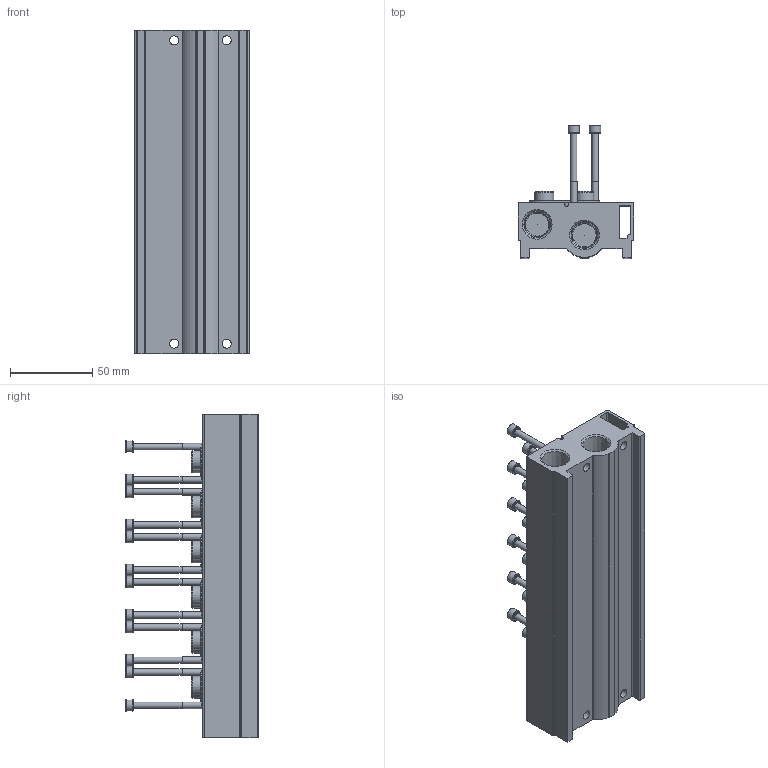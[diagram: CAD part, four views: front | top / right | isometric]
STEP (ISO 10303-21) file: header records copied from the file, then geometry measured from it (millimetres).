
FILE_DESCRIPTION(/* description */ ('STEP AP214'),/* implementation_level */ '2;1');
FILE_NAME(/* name */ '8026310_VABM-B10-25S-N38-6-P3',/* time_stamp */ '2024-09-15T22:35:25+02:00',/* author */ ('License CC BY-ND 4.0'),/* organization */ ('CADENAS'),/* preprocessor_version */ 'ST-DEVELOPER v19.3',/* originating_system */ 'PARTsolutions',/* authorisation */ ' ');
FILE_SCHEMA (('AUTOMOTIVE_DESIGN {1 0 10303 214 3 1 1}'));
Length unit declared in the file: millimetre
Products named in the file (5): 8026310 VABM-B10-25S-N38-6-P3; 8026310 VABM-B10-25S-N38-6-P3---(M); 1841565 VUVS-G14-2---(S); 2833735 F-M4x50-10.9; 174169 B-3/8-NPT---(Plug)
Assembly tree (21 placements, depth 2):
  8026310 VABM-B10-25S-N38-6-P3
    8026310 VABM-B10-25S-N38-6-P3---(M)
    1841565 VUVS-G14-2---(S)  x6
    2833735 F-M4x50-10.9  x12
    174169 B-3/8-NPT---(Plug)  x2
Bounding box: 70.25 x 80.8 x 197 mm (x, y, z)
Volume: 330906.7 mm3; surface area: 106155.6 mm2
Topology: 21 solids, 21 shells, 940 faces, 2327 edges, 1483 vertices
Faces by surface type: plane 448, cylinder 288, cone 168, torus 36
Full cylindrical faces by diameter (mm): 3.242 x13, 3.5 x1, 3.9 x12, 4 x12, 5.5 x4, 7 x24, 7.938 x2, 8.6 x12, 11.6 x12, 14.3 x2, 14.6 x12
Entity records: 8257 total; most frequent: CARTESIAN_POINT 1581, DIRECTION 1420, ORIENTED_EDGE 1150, EDGE_CURVE 575, AXIS2_PLACEMENT_3D 567, FACE_BOUND 455, EDGE_LOOP 440, VERTEX_POINT 436
